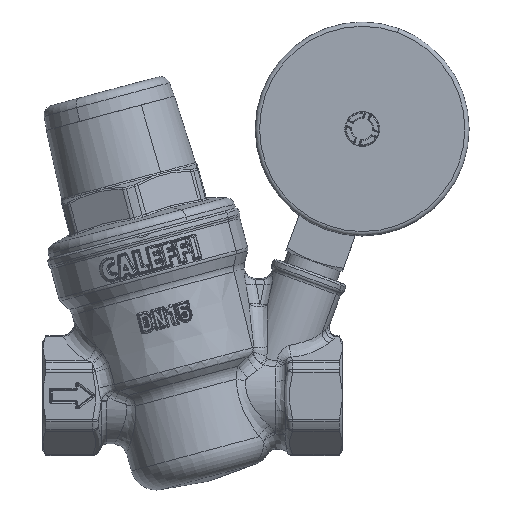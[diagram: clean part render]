
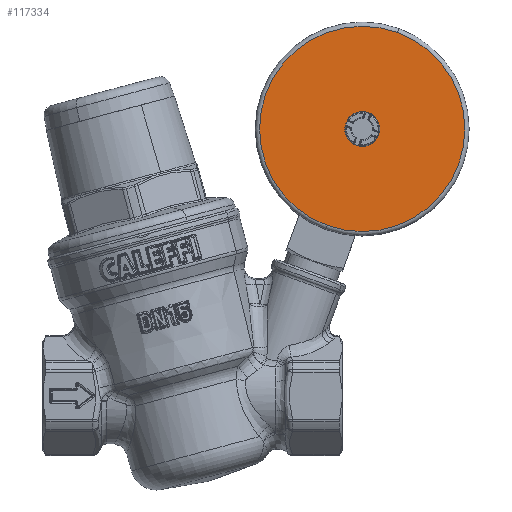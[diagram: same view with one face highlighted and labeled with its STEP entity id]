
A CAD part, top view. The second image highlights one B-rep face of the part: STEP entity #117334.
In plain terms, the highlighted planar face has unit normal (0, 0, 1).
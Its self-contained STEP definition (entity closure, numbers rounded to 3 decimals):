
#117141=CARTESIAN_POINT('Vertex',(32.951,39.806,17.25)) ;
#117144=CARTESIAN_POINT('Axis2P3D Location',(41.16,62.359,17.25)) ;
#117148=CARTESIAN_POINT('Vertex',(49.368,84.912,17.25)) ;
#117176=CARTESIAN_POINT('Axis2P3D Location',(41.16,62.359,17.25)) ;
#117227=CARTESIAN_POINT('Axis2P3D Location',(41.16,62.359,17.25)) ;
#117236=CARTESIAN_POINT('Axis2P3D Location',(41.16,62.359,17.25)) ;
#117240=CARTESIAN_POINT('Vertex',(42.528,66.118,17.25)) ;
#117242=CARTESIAN_POINT('Vertex',(43.023,65.899,17.25)) ;
#117245=CARTESIAN_POINT('Axis2P3D Location',(41.16,62.359,17.25)) ;
#117249=CARTESIAN_POINT('Vertex',(45.114,62.961,17.25)) ;
#117252=CARTESIAN_POINT('Axis2P3D Location',(41.16,62.359,17.25)) ;
#117256=CARTESIAN_POINT('Vertex',(45.069,61.511,17.25)) ;
#117259=CARTESIAN_POINT('Axis2P3D Location',(41.16,62.359,17.25)) ;
#117263=CARTESIAN_POINT('Vertex',(44.699,60.496,17.25)) ;
#117266=CARTESIAN_POINT('Axis2P3D Location',(41.16,62.359,17.25)) ;
#117270=CARTESIAN_POINT('Vertex',(40.312,58.45,17.25)) ;
#117273=CARTESIAN_POINT('Axis2P3D Location',(41.16,62.359,17.25)) ;
#117277=CARTESIAN_POINT('Vertex',(39.792,58.6,17.25)) ;
#117280=CARTESIAN_POINT('Axis2P3D Location',(41.16,62.359,17.25)) ;
#117284=CARTESIAN_POINT('Vertex',(39.297,58.819,17.25)) ;
#117287=CARTESIAN_POINT('Axis2P3D Location',(41.16,62.359,17.25)) ;
#117291=CARTESIAN_POINT('Vertex',(37.205,61.758,17.25)) ;
#117294=CARTESIAN_POINT('Axis2P3D Location',(41.16,62.359,17.25)) ;
#117298=CARTESIAN_POINT('Vertex',(37.251,63.207,17.25)) ;
#117301=CARTESIAN_POINT('Axis2P3D Location',(41.16,62.359,17.25)) ;
#117305=CARTESIAN_POINT('Vertex',(37.62,64.222,17.25)) ;
#117308=CARTESIAN_POINT('Axis2P3D Location',(41.16,62.359,17.25)) ;
#117312=CARTESIAN_POINT('Vertex',(42.008,66.268,17.25)) ;
#117315=CARTESIAN_POINT('Axis2P3D Location',(41.16,62.359,17.25)) ;
#117145=DIRECTION('Axis2P3D Direction',(0.,0.,-1.)) ;
#117177=DIRECTION('Axis2P3D Direction',(0.,0.,-1.)) ;
#117228=DIRECTION('Axis2P3D Direction',(0.,0.,-1.)) ;
#117229=DIRECTION('Axis2P3D XDirection',(-0.342,-0.94,0.)) ;
#117237=DIRECTION('Axis2P3D Direction',(0.,0.,-1.)) ;
#117246=DIRECTION('Axis2P3D Direction',(0.,0.,-1.)) ;
#117253=DIRECTION('Axis2P3D Direction',(0.,0.,-1.)) ;
#117260=DIRECTION('Axis2P3D Direction',(0.,0.,-1.)) ;
#117267=DIRECTION('Axis2P3D Direction',(0.,0.,-1.)) ;
#117274=DIRECTION('Axis2P3D Direction',(0.,0.,-1.)) ;
#117281=DIRECTION('Axis2P3D Direction',(0.,0.,-1.)) ;
#117288=DIRECTION('Axis2P3D Direction',(0.,0.,-1.)) ;
#117295=DIRECTION('Axis2P3D Direction',(0.,0.,-1.)) ;
#117302=DIRECTION('Axis2P3D Direction',(0.,0.,-1.)) ;
#117309=DIRECTION('Axis2P3D Direction',(0.,0.,-1.)) ;
#117316=DIRECTION('Axis2P3D Direction',(0.,0.,-1.)) ;
#117146=AXIS2_PLACEMENT_3D('Circle Axis2P3D',#117144,#117145,$) ;
#117178=AXIS2_PLACEMENT_3D('Circle Axis2P3D',#117176,#117177,$) ;
#117230=AXIS2_PLACEMENT_3D('Plane Axis2P3D',#117227,#117228,#117229) ;
#117238=AXIS2_PLACEMENT_3D('Circle Axis2P3D',#117236,#117237,$) ;
#117247=AXIS2_PLACEMENT_3D('Circle Axis2P3D',#117245,#117246,$) ;
#117254=AXIS2_PLACEMENT_3D('Circle Axis2P3D',#117252,#117253,$) ;
#117261=AXIS2_PLACEMENT_3D('Circle Axis2P3D',#117259,#117260,$) ;
#117268=AXIS2_PLACEMENT_3D('Circle Axis2P3D',#117266,#117267,$) ;
#117275=AXIS2_PLACEMENT_3D('Circle Axis2P3D',#117273,#117274,$) ;
#117282=AXIS2_PLACEMENT_3D('Circle Axis2P3D',#117280,#117281,$) ;
#117289=AXIS2_PLACEMENT_3D('Circle Axis2P3D',#117287,#117288,$) ;
#117296=AXIS2_PLACEMENT_3D('Circle Axis2P3D',#117294,#117295,$) ;
#117303=AXIS2_PLACEMENT_3D('Circle Axis2P3D',#117301,#117302,$) ;
#117310=AXIS2_PLACEMENT_3D('Circle Axis2P3D',#117308,#117309,$) ;
#117317=AXIS2_PLACEMENT_3D('Circle Axis2P3D',#117315,#117316,$) ;
#117147=CIRCLE('generated circle',#117146,24.) ;
#117179=CIRCLE('generated circle',#117178,24.) ;
#117239=CIRCLE('generated circle',#117238,4.) ;
#117248=CIRCLE('generated circle',#117247,4.) ;
#117255=CIRCLE('generated circle',#117254,4.) ;
#117262=CIRCLE('generated circle',#117261,4.) ;
#117269=CIRCLE('generated circle',#117268,4.) ;
#117276=CIRCLE('generated circle',#117275,4.) ;
#117283=CIRCLE('generated circle',#117282,4.) ;
#117290=CIRCLE('generated circle',#117289,4.) ;
#117297=CIRCLE('generated circle',#117296,4.) ;
#117304=CIRCLE('generated circle',#117303,4.) ;
#117311=CIRCLE('generated circle',#117310,4.) ;
#117318=CIRCLE('generated circle',#117317,4.) ;
#117231=PLANE('',#117230) ;
#117333=FACE_BOUND('',#117320,.T.) ;
#117150=EDGE_CURVE('',#117142,#117149,#117147,.T.) ;
#117180=EDGE_CURVE('',#117149,#117142,#117179,.T.) ;
#117244=EDGE_CURVE('',#117241,#117243,#117239,.T.) ;
#117251=EDGE_CURVE('',#117250,#117243,#117248,.F.) ;
#117258=EDGE_CURVE('',#117257,#117250,#117255,.F.) ;
#117265=EDGE_CURVE('',#117257,#117264,#117262,.T.) ;
#117272=EDGE_CURVE('',#117271,#117264,#117269,.F.) ;
#117279=EDGE_CURVE('',#117271,#117278,#117276,.T.) ;
#117286=EDGE_CURVE('',#117278,#117285,#117283,.T.) ;
#117293=EDGE_CURVE('',#117292,#117285,#117290,.F.) ;
#117300=EDGE_CURVE('',#117299,#117292,#117297,.F.) ;
#117307=EDGE_CURVE('',#117299,#117306,#117304,.T.) ;
#117314=EDGE_CURVE('',#117313,#117306,#117311,.F.) ;
#117319=EDGE_CURVE('',#117313,#117241,#117318,.T.) ;
#117233=ORIENTED_EDGE('',*,*,#117150,.F.) ;
#117234=ORIENTED_EDGE('',*,*,#117180,.F.) ;
#117321=ORIENTED_EDGE('',*,*,#117244,.T.) ;
#117322=ORIENTED_EDGE('',*,*,#117251,.F.) ;
#117323=ORIENTED_EDGE('',*,*,#117258,.F.) ;
#117324=ORIENTED_EDGE('',*,*,#117265,.T.) ;
#117325=ORIENTED_EDGE('',*,*,#117272,.F.) ;
#117326=ORIENTED_EDGE('',*,*,#117279,.T.) ;
#117327=ORIENTED_EDGE('',*,*,#117286,.T.) ;
#117328=ORIENTED_EDGE('',*,*,#117293,.F.) ;
#117329=ORIENTED_EDGE('',*,*,#117300,.F.) ;
#117330=ORIENTED_EDGE('',*,*,#117307,.T.) ;
#117331=ORIENTED_EDGE('',*,*,#117314,.F.) ;
#117332=ORIENTED_EDGE('',*,*,#117319,.T.) ;
#117232=EDGE_LOOP('',(#117233,#117234)) ;
#117320=EDGE_LOOP('',(#117321,#117322,#117323,#117324,#117325,#117326,#117327,#117328,#117329,#117330,#117331,#117332)) ;
#117142=VERTEX_POINT('',#117141) ;
#117149=VERTEX_POINT('',#117148) ;
#117241=VERTEX_POINT('',#117240) ;
#117243=VERTEX_POINT('',#117242) ;
#117250=VERTEX_POINT('',#117249) ;
#117257=VERTEX_POINT('',#117256) ;
#117264=VERTEX_POINT('',#117263) ;
#117271=VERTEX_POINT('',#117270) ;
#117278=VERTEX_POINT('',#117277) ;
#117285=VERTEX_POINT('',#117284) ;
#117292=VERTEX_POINT('',#117291) ;
#117299=VERTEX_POINT('',#117298) ;
#117306=VERTEX_POINT('',#117305) ;
#117313=VERTEX_POINT('',#117312) ;
#117334=ADVANCED_FACE('PartBody',(#117235,#117333),#117231,.F.) ;
#117235=FACE_OUTER_BOUND('',#117232,.T.) ;
